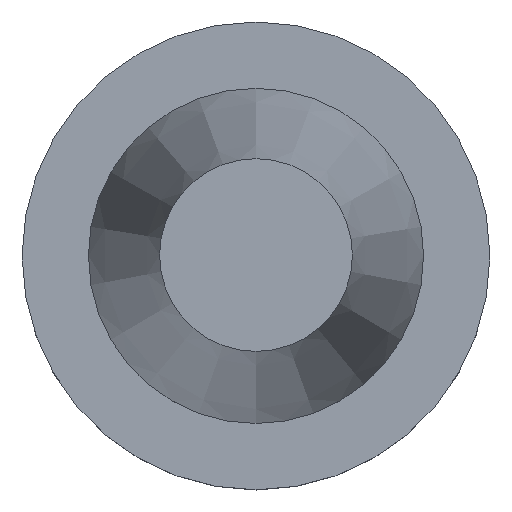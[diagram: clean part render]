
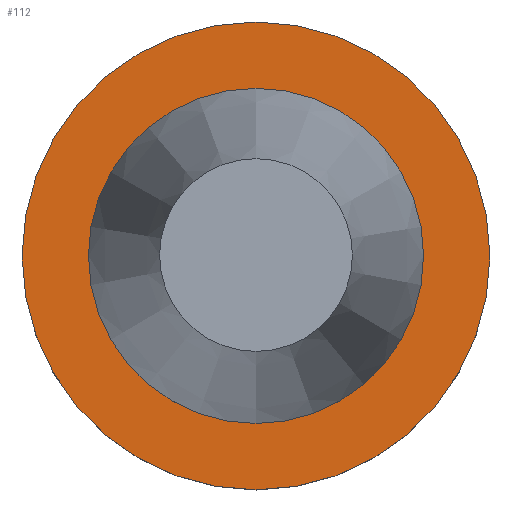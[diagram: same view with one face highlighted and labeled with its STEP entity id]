
A CAD part, top view. The second image highlights one B-rep face of the part: STEP entity #112.
In plain terms, the highlighted planar face has unit normal (0, 0, 1).
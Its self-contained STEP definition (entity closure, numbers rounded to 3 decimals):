
#79=EDGE_CURVE('240[2]',#186,#186,#187,.T.);
#95=EDGE_CURVE('240[2]',#210,#210,#211,.T.);
#112=ADVANCED_FACE('240[2]',(#234,#235),#236,.T.);
#186=VERTEX_POINT('',#320);
#187=CIRCLE('',#321,48.75);
#210=VERTEX_POINT('',#351);
#211=CIRCLE('',#352,34.925);
#234=FACE_OUTER_BOUND('',#381,.T.);
#235=FACE_BOUND('',#382,.T.);
#236=PLANE('',#383);
#320=CARTESIAN_POINT('',(0.,48.75,-1.5));
#321=AXIS2_PLACEMENT_3D('',#464,#465,#466);
#351=CARTESIAN_POINT('',(0.,34.925,-1.5));
#352=AXIS2_PLACEMENT_3D('',#490,#491,#492);
#381=EDGE_LOOP('',(#513));
#382=EDGE_LOOP('',(#514));
#383=AXIS2_PLACEMENT_3D('',#515,#516,#517);
#464=CARTESIAN_POINT('',(0.,0.,-1.5));
#465=DIRECTION('',(0.,0.,-1.0));
#466=DIRECTION('',(0.,1.0,0.));
#490=CARTESIAN_POINT('',(0.,0.,-1.5));
#491=DIRECTION('',(0.,0.,-1.0));
#492=DIRECTION('',(0.,1.0,0.));
#513=ORIENTED_EDGE('',*,*,#79,.F.);
#514=ORIENTED_EDGE('',*,*,#95,.T.);
#515=CARTESIAN_POINT('',(0.,41.838,-1.5));
#516=DIRECTION('',(0.,0.,1.0));
#517=DIRECTION('',(1.0,0.,0.0));
